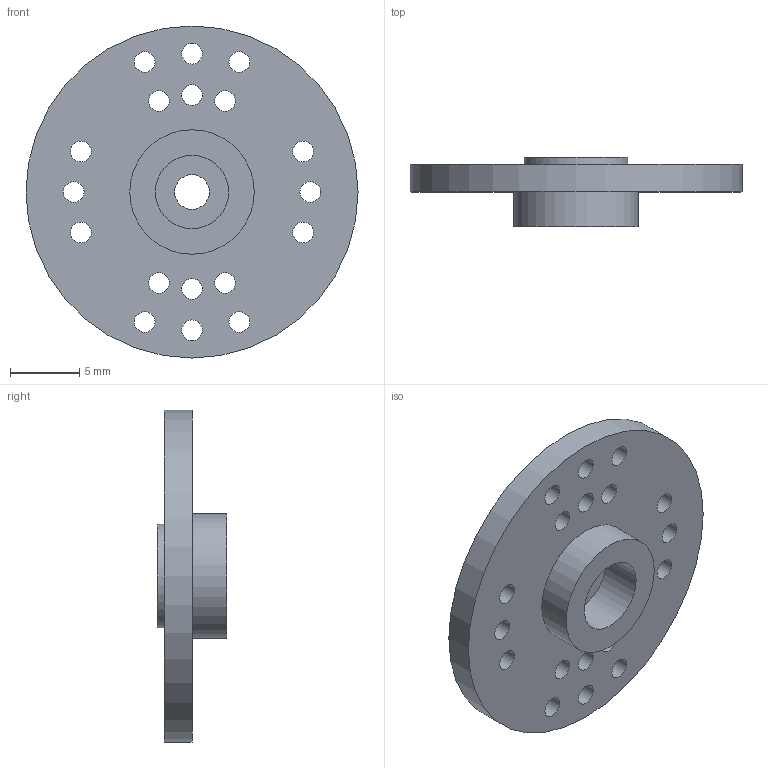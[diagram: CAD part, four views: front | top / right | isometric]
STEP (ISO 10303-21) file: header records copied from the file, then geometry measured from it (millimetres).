
FILE_DESCRIPTION(/* description */ (''),/* implementation_level */ '2;1');
FILE_NAME(/* name */ '6760a3f2-a004-4320-abf0-33df1837e759.stp',/* time_stamp */ '2017-09-04T07:53:33+00:00',/* author */ (''),/* organization */ (''),/* preprocessor_version */ 'ST-DEVELOPER v16.13',/* originating_system */ 'Autodesk Translation Framework v6.1.1.50',/* authorisation */ '');
FILE_SCHEMA (('AUTOMOTIVE_DESIGN { 1 0 10303 214 3 1 1 }'));
Length unit declared in the file: millimetre
Products named in the file (1): HiTEC_regular_servo_horn v2
Bounding box: 24 x 5 x 24 mm (x, y, z)
Volume: 915.3 mm3; surface area: 1313.7 mm2
Topology: 1 solids, 1 shells, 30 faces, 72 edges, 48 vertices
Faces by surface type: cylinder 24, plane 6
Full cylindrical faces by diameter (mm): 1.5 x18, 2.5 x1, 5.3 x1, 6.6 x1, 7.5 x1, 9 x1, 24 x1
Entity records: 882 total; most frequent: DIRECTION 158, CARTESIAN_POINT 127, EDGE_LOOP 96, ORIENTED_EDGE 96, AXIS2_PLACEMENT_3D 79, FACE_BOUND 66, CIRCLE 48, VERTEX_POINT 48
